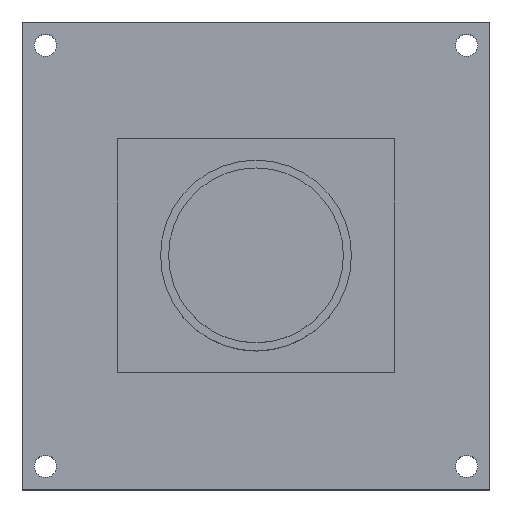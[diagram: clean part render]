
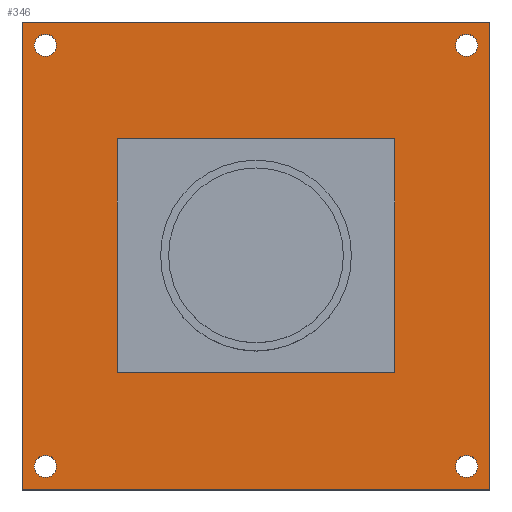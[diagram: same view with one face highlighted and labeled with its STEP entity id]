
A CAD part, top view. The second image highlights one B-rep face of the part: STEP entity #346.
In plain terms, the highlighted planar face has unit normal (0, 0, 1).
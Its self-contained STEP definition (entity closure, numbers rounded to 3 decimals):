
#31=LINE('',#536,#55);
#34=LINE('',#542,#58);
#37=LINE('',#548,#61);
#40=LINE('',#552,#64);
#55=VECTOR('',#432,38.);
#58=VECTOR('',#437,38.);
#61=VECTOR('',#442,38.);
#64=VECTOR('',#447,38.);
#82=PLANE('',#379);
#100=FACE_BOUND('',#150,.T.);
#101=FACE_BOUND('',#151,.T.);
#102=FACE_BOUND('',#152,.T.);
#103=FACE_BOUND('',#153,.T.);
#119=FACE_OUTER_BOUND('',#149,.T.);
#149=EDGE_LOOP('',(#286,#287,#288,#289));
#150=EDGE_LOOP('',(#290));
#151=EDGE_LOOP('',(#291));
#152=EDGE_LOOP('',(#292));
#153=EDGE_LOOP('',(#293));
#173=CIRCLE('',#364,0.9);
#175=CIRCLE('',#367,0.9);
#177=CIRCLE('',#370,0.9);
#179=CIRCLE('',#373,0.9);
#187=VERTEX_POINT('',#512);
#189=VERTEX_POINT('',#517);
#191=VERTEX_POINT('',#522);
#193=VERTEX_POINT('',#527);
#196=VERTEX_POINT('',#533);
#197=VERTEX_POINT('',#535);
#199=VERTEX_POINT('',#541);
#201=VERTEX_POINT('',#547);
#217=EDGE_CURVE('',#187,#187,#173,.T.);
#219=EDGE_CURVE('',#189,#189,#175,.T.);
#221=EDGE_CURVE('',#191,#191,#177,.T.);
#223=EDGE_CURVE('',#193,#193,#179,.T.);
#226=EDGE_CURVE('',#197,#196,#31,.T.);
#229=EDGE_CURVE('',#199,#197,#34,.T.);
#232=EDGE_CURVE('',#201,#199,#37,.T.);
#235=EDGE_CURVE('',#196,#201,#40,.T.);
#286=ORIENTED_EDGE('',*,*,#235,.T.);
#287=ORIENTED_EDGE('',*,*,#232,.T.);
#288=ORIENTED_EDGE('',*,*,#229,.T.);
#289=ORIENTED_EDGE('',*,*,#226,.T.);
#290=ORIENTED_EDGE('',*,*,#217,.T.);
#291=ORIENTED_EDGE('',*,*,#219,.T.);
#292=ORIENTED_EDGE('',*,*,#221,.T.);
#293=ORIENTED_EDGE('',*,*,#223,.T.);
#346=ADVANCED_FACE('',(#119,#100,#101,#102,#103),#82,.T.);
#364=AXIS2_PLACEMENT_3D('',#513,#408,#409);
#367=AXIS2_PLACEMENT_3D('',#518,#414,#415);
#370=AXIS2_PLACEMENT_3D('',#523,#420,#421);
#373=AXIS2_PLACEMENT_3D('',#528,#426,#427);
#379=AXIS2_PLACEMENT_3D('',#554,#450,#451);
#408=DIRECTION('center_axis',(0.,0.,-1.));
#409=DIRECTION('ref_axis',(1.,0.,0.));
#414=DIRECTION('center_axis',(0.,0.,-1.));
#415=DIRECTION('ref_axis',(1.,0.,0.));
#420=DIRECTION('center_axis',(0.,0.,-1.));
#421=DIRECTION('ref_axis',(1.,0.,0.));
#426=DIRECTION('center_axis',(0.,0.,-1.));
#427=DIRECTION('ref_axis',(1.,0.,0.));
#432=DIRECTION('',(0.,1.,0.));
#437=DIRECTION('',(1.,0.,0.));
#442=DIRECTION('',(0.,-1.,0.));
#447=DIRECTION('',(-1.,0.,0.));
#450=DIRECTION('center_axis',(0.,0.,1.));
#451=DIRECTION('ref_axis',(1.,0.,0.));
#512=CARTESIAN_POINT('',(18.,-17.1,8.));
#513=CARTESIAN_POINT('Origin',(17.1,-17.1,8.));
#517=CARTESIAN_POINT('',(-16.2,17.1,8.));
#518=CARTESIAN_POINT('Origin',(-17.1,17.1,8.));
#522=CARTESIAN_POINT('',(18.,17.1,8.));
#523=CARTESIAN_POINT('Origin',(17.1,17.1,8.));
#527=CARTESIAN_POINT('',(-16.2,-17.1,8.));
#528=CARTESIAN_POINT('Origin',(-17.1,-17.1,8.));
#533=CARTESIAN_POINT('',(19.,19.,8.));
#535=CARTESIAN_POINT('',(19.,-19.,8.));
#536=CARTESIAN_POINT('',(19.,19.,8.));
#541=CARTESIAN_POINT('',(-19.,-19.,8.));
#542=CARTESIAN_POINT('',(19.,-19.,8.));
#547=CARTESIAN_POINT('',(-19.,19.,8.));
#548=CARTESIAN_POINT('',(-19.,-19.,8.));
#552=CARTESIAN_POINT('',(-19.,19.,8.));
#554=CARTESIAN_POINT('Origin',(0.,0.,8.));
